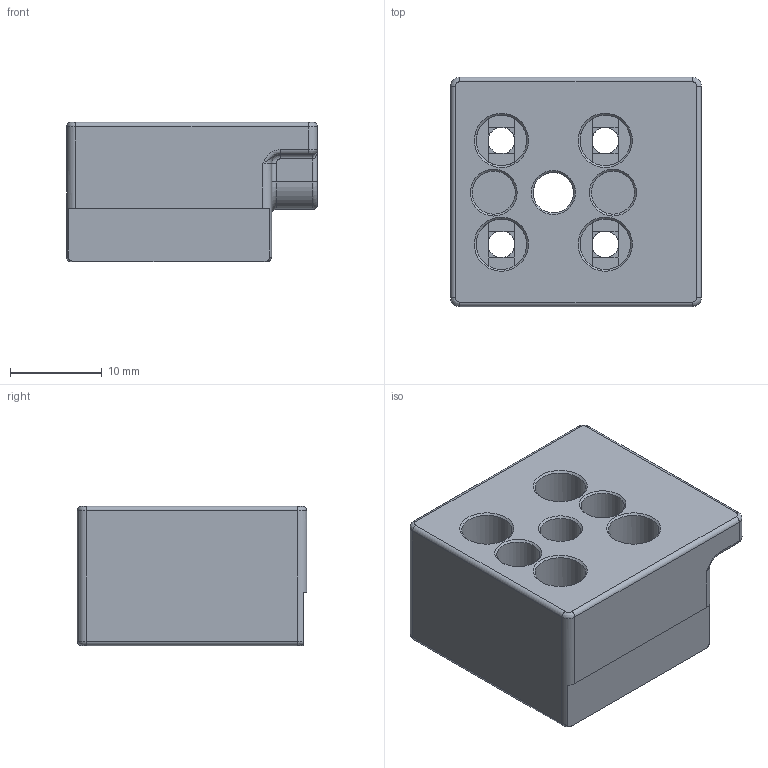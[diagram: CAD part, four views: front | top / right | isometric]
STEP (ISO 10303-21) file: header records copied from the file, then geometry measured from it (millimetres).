
FILE_DESCRIPTION(/* description */ (''),/* implementation_level */ '2;1');
FILE_NAME(/* name */ 'Daksh V2ool RD Beta v3_Dragon Mount v1.step',/* time_stamp */ '2024-05-15T21:32:00+08:00',/* author */ (''),/* organization */ (''),/* preprocessor_version */ 'ST-DEVELOPER v20',/* originating_system */ 'Autodesk Translation Framework v12.20.1.177',/* authorisation */ '');
FILE_SCHEMA (('AUTOMOTIVE_DESIGN { 1 0 10303 214 3 1 1 }'));
Length unit declared in the file: millimetre
Products named in the file (1): Daksh V2ool RD Beta v3_Dragon Mount
Bounding box: 27.35 x 25 x 15.19 mm (x, y, z)
Volume: 7923.1 mm3; surface area: 3944.7 mm2
Topology: 1 solids, 1 shells, 143 faces, 355 edges, 213 vertices
Faces by surface type: plane 78, cylinder 35, bspline 14, cone 12, torus 4
Full cylindrical faces by diameter (mm): 2.9 x4, 4.4 x1, 4.7 x2, 5.5 x4
Entity records: 4464 total; most frequent: CARTESIAN_POINT 982, DIRECTION 759, ORIENTED_EDGE 704, EDGE_CURVE 352, AXIS2_PLACEMENT_3D 286, VERTEX_POINT 213, LINE 187, VECTOR 187
